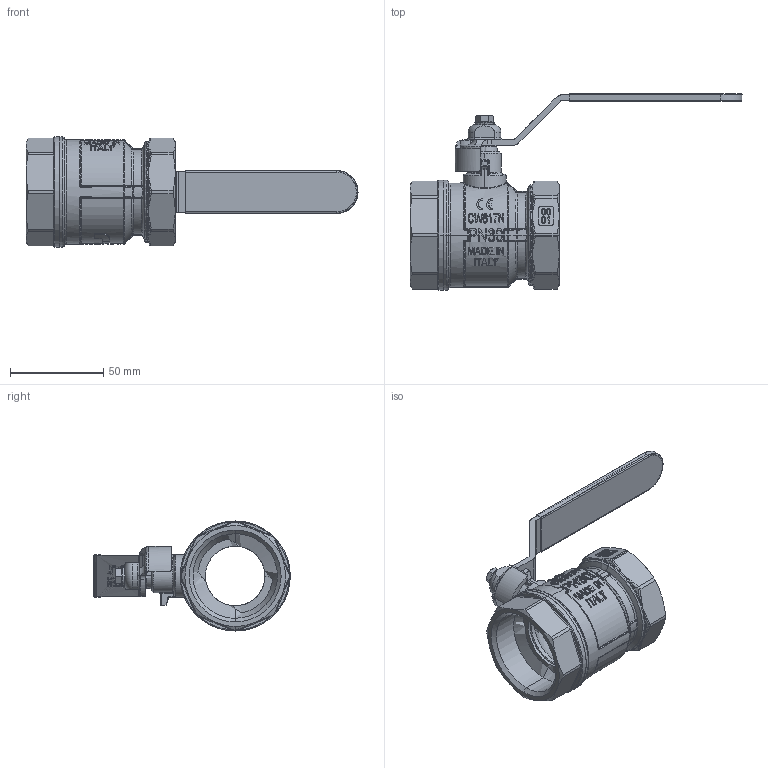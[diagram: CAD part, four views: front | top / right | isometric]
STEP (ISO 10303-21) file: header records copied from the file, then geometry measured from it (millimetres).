
FILE_DESCRIPTION (( 'STEP AP214' ), '1' );
FILE_NAME ('IT-ORIENT21108_R.STEP', '2018-09-21T15:32:46', ( '' ), ( '' ), 'SwSTEP 2.0', 'SolidWorks 2018', '' );
FILE_SCHEMA (( 'AUTOMOTIVE_DESIGN' ));
Length unit declared in the file: millimetre
Products named in the file (1): IT-ORIENT21108_R
Bounding box: 178 x 105.29 x 59 mm (x, y, z)
Surface area: 46881.2 mm2 (no closed solid volume)
Topology: 0 solids, 9 shells, 1203 faces, 3067 edges, 1922 vertices
Faces by surface type: plane 394, bspline 382, cylinder 241, torus 105, cone 63, sphere 18
Entity records: 57846 total; most frequent: CARTESIAN_POINT 36764, ORIENTED_EDGE 6003, EDGE_CURVE 3026, B_SPLINE_CURVE_WITH_KNOTS 2827, VERTEX_POINT 1922, DIRECTION 1650, EDGE_LOOP 1303, FACE_OUTER_BOUND 1203
